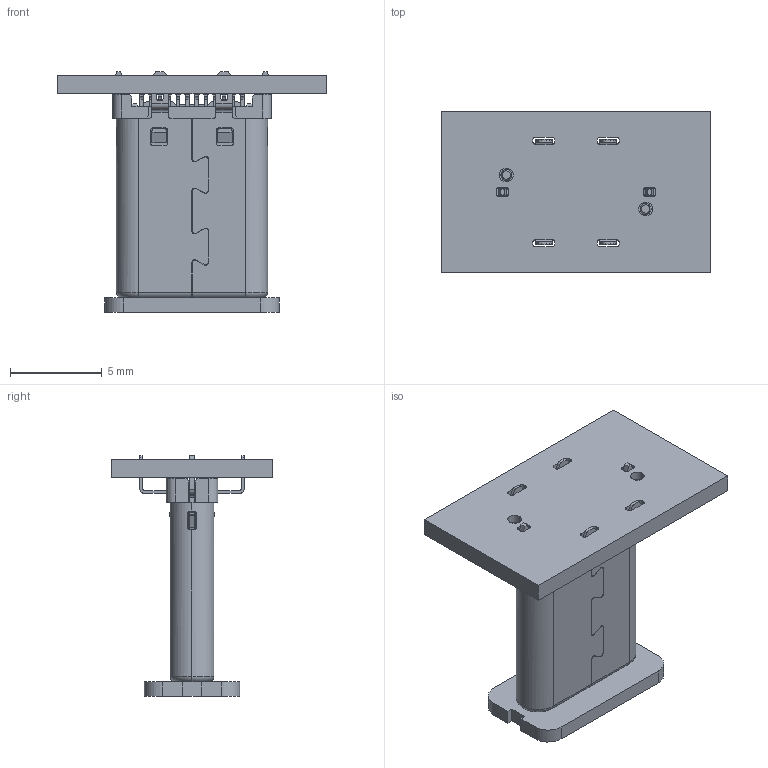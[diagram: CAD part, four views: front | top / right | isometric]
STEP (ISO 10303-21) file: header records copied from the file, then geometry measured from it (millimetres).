
FILE_DESCRIPTION(('CoCreate Modeling STEP Export'),'2;1');
FILE_NAME('C M直立式.stp','2016-09-27T10:42:39',(''),(''),'CoCreate Modeling STEP processor for AP214 (Solid Model)','CoCreate Modeling 16.00 13-May-2008 (C) Parametric Technology GmbH','');
FILE_SCHEMA(('AUTOMOTIVE_DESIGN { 1 0 10303 214 1 1 1 1 }'));
Length unit declared in the file: millimetre
Products named in the file (34): PCB.stp; 防尘盖; LAYER.4; LAYER; LAYER.1; LAYER.2; LAYER.3; LAYER.5; LAYER.6; LAYER.7; LAYER.8; LAYER.9; LAYER.10; LAYER.11; 半成品.2; 半成品.1; jx00-3d.stp; MSBR.3.2.1.1.1; CM夹板式胶芯-改后.stp; p1; a1; MSBR.3; 铁壳.stp; SHELL; LAYER.12; SHELL.1; 后铁壳; MSBR.3.2.1.1; 06.stp; DIP9.20直立式结构1.1.1.1.1.1
Assembly tree (33 placements, depth 5):
  DIP9.20直立式结构1.1.1.1.1.1
    06.stp
      MSBR.3.2.1.1
    后铁壳
      SHELL.1
        LAYER.12
    SHELL
      LAYER.9
    铁壳.stp
      MSBR.3
    a1
      p1
    CM夹板式胶芯-改后.stp
      MSBR.3.2.1.1.1
        MSBR.3.2.1.1.1
    jx00-3d.stp
    半成品.1
      半成品.2
        LAYER.3
          LAYER.11
          LAYER.10
          LAYER.9
          LAYER.8
          LAYER.7
          LAYER.6
          LAYER.5
          LAYER.4
          LAYER.3
          LAYER.2
          LAYER.1
          LAYER
      LAYER.4
    防尘盖
    PCB.stp
Bounding box: 14.66 x 8.8 x 13.15 mm (x, y, z)
Volume: 311.6 mm3; surface area: 1731.7 mm2
Topology: 3 solids, 3 shells, 3068 faces, 8725 edges, 5579 vertices
Faces by surface type: plane 2320, cylinder 648, bspline 76, cone 16, torus 8
Entity records: 95878 total; most frequent: CARTESIAN_POINT 19444, ORIENTED_EDGE 17434, DIRECTION 13123, EDGE_CURVE 8717, VECTOR 6541, LINE 6541, VERTEX_POINT 5575, AXIS2_PLACEMENT_3D 3291
